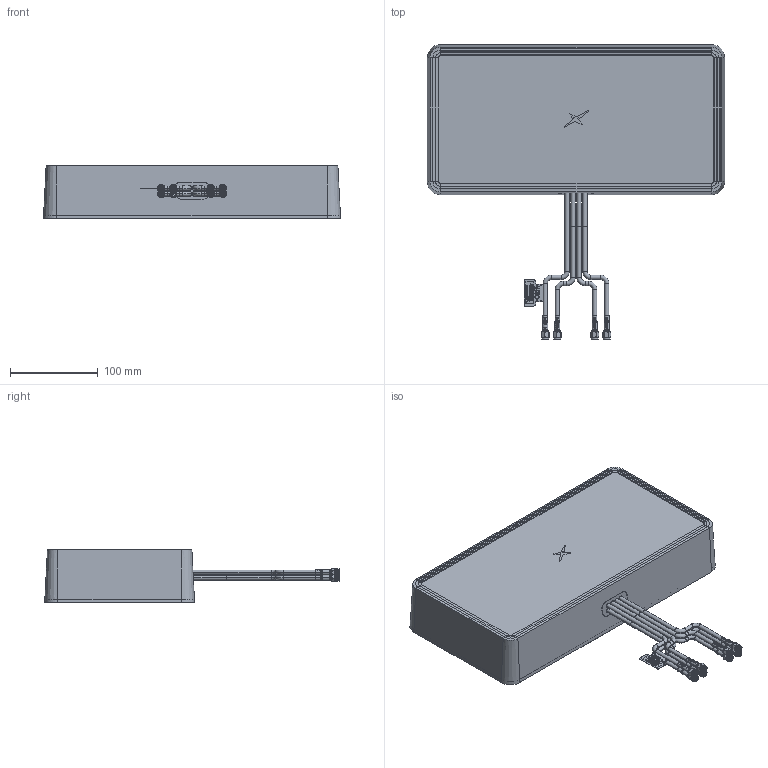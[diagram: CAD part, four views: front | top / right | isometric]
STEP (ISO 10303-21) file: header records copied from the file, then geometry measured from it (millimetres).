
FILE_DESCRIPTION (( 'STEP AP214' ), '1' );
FILE_NAME ('TGX.08.A.001_Web.STEP', '2023-10-02T07:04:32', ( '' ), ( '' ), 'SwSTEP 2.0', 'SolidWorks 2022', '' );
FILE_SCHEMA (( 'AUTOMOTIVE_DESIGN' ));
Length unit declared in the file: millimetre
Products named in the file (1): TGX.08.A.001_Web
Bounding box: 339 x 336.07 x 60.2 mm (x, y, z)
Surface area: 210225 mm2 (no closed solid volume)
Topology: 0 solids, 141 shells, 892 faces, 4100 edges, 3331 vertices
Faces by surface type: cylinder 414, plane 230, torus 114, cone 83, bspline 41, sphere 10
Entity records: 65974 total; most frequent: CARTESIAN_POINT 25756, DIRECTION 5721, ORIENTED_EDGE 5650, EDGE_CURVE 4096, VERTEX_POINT 3331, LINE 2177, VECTOR 2177, AXIS2_PLACEMENT_3D 1772
